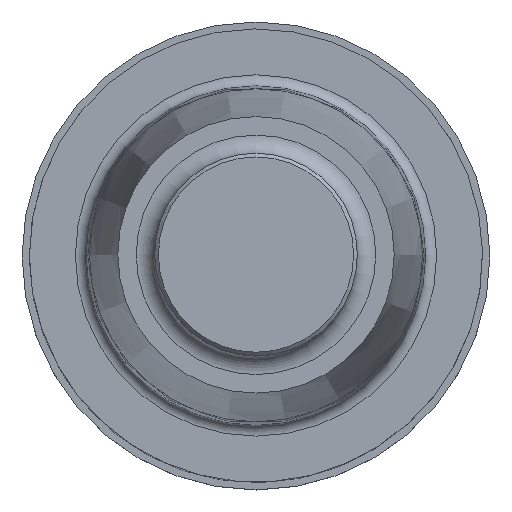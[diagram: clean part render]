
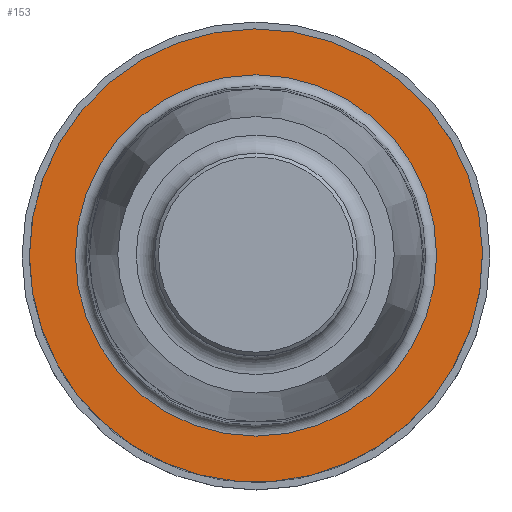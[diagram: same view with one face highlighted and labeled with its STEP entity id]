
A CAD part, top view. The second image highlights one B-rep face of the part: STEP entity #153.
In plain terms, the highlighted planar face has unit normal (0, 0, 1).
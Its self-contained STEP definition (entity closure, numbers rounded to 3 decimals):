
#129=FACE_BOUND('',#182,.T.);
#130=FACE_BOUND('',#183,.T.);
#153=ADVANCED_FACE('',(#129,#130),#167,.T.);
#167=PLANE('',#285);
#182=EDGE_LOOP('',(#210));
#183=EDGE_LOOP('',(#211));
#210=ORIENTED_EDGE('',*,*,#250,.T.);
#211=ORIENTED_EDGE('',*,*,#251,.T.);
#236=VERTEX_POINT('',#381);
#237=VERTEX_POINT('',#383);
#250=EDGE_CURVE('',#236,#236,#264,.T.);
#251=EDGE_CURVE('',#237,#237,#265,.T.);
#264=CIRCLE('',#283,6.15);
#265=CIRCLE('',#284,4.904);
#283=AXIS2_PLACEMENT_3D('',#380,#323,#324);
#284=AXIS2_PLACEMENT_3D('',#382,#325,#326);
#285=AXIS2_PLACEMENT_3D('',#384,#327,#328);
#323=DIRECTION('',(0.,0.,1.));
#324=DIRECTION('',(-1.,0.,0.));
#325=DIRECTION('',(0.,0.,-1.));
#326=DIRECTION('',(1.,0.,0.));
#327=DIRECTION('',(0.,0.,1.));
#328=DIRECTION('',(1.,0.,0.));
#380=CARTESIAN_POINT('',(0.,0.,0.));
#381=CARTESIAN_POINT('',(-6.15,0.,0.));
#382=CARTESIAN_POINT('',(0.,0.,0.));
#383=CARTESIAN_POINT('',(4.904,0.,0.));
#384=CARTESIAN_POINT('',(0.,0.,0.));
